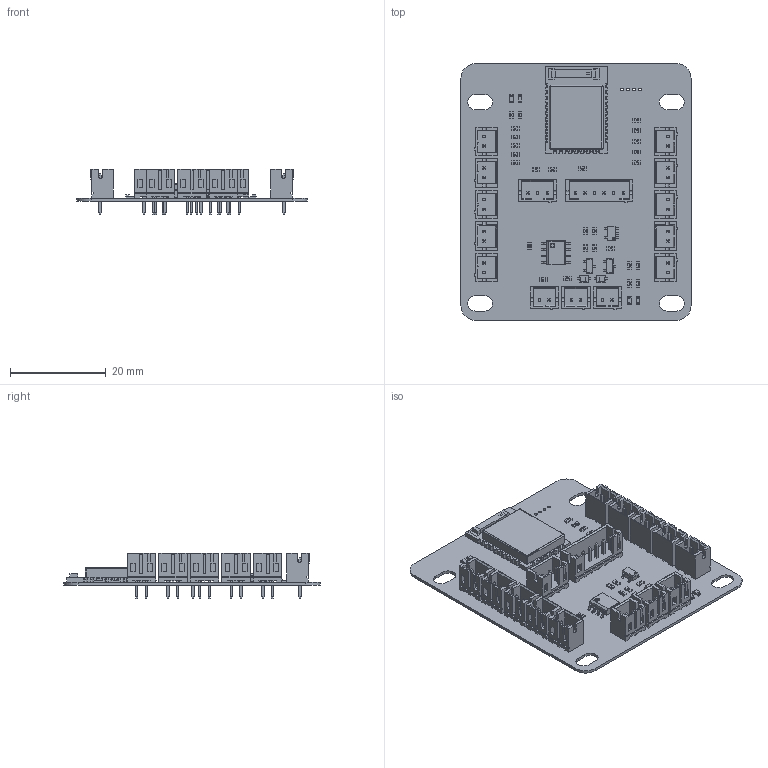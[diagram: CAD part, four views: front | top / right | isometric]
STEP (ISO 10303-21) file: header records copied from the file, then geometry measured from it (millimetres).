
FILE_DESCRIPTION(('Open CASCADE Model'),'2;1');
FILE_NAME('Open CASCADE Shape Model','2023-11-13T01:05:24',('Author'),( 'Open CASCADE'),'Open CASCADE STEP processor 6.8','Open CASCADE 6.8' ,'Unknown');
FILE_SCHEMA(('AUTOMOTIVE_DESIGN { 1 0 10303 214 1 1 1 1 }'));
Length unit declared in the file: millimetre
Products named in the file (73): PCB; Board; Open CASCADE STEP translator 6.8 2.1.1; XP16; B2B-PH-K-S; XP15; XP14; XP13; XP12; XP11; B6B-PH-K-S; XP10; XP9; XP8; XP7; XP6; B3B-PH-K-S; XP5; XP4; XP2; XP1; VT2; User_Library-SOT-23-3; User_Library-SOT-23-3_pin_SOT_SOT-23_1; User_Library-SOT-23-3_body_1; VT1; VD6; SOD-323; VD5; VD4; SW3dPS-LED_SMD0603; VD3; VD2; VD1; R22; SW3dPS-0603_SMD_Resistor; R21; R20; R19; R18 ...
Assembly tree (127 placements, depth 4):
  PCB
    Board
      Open CASCADE STEP translator 6.8 2.1.1
    XP16
      B2B-PH-K-S
    XP15
      B2B-PH-K-S
    XP14
      B2B-PH-K-S
    XP13
      B2B-PH-K-S
    XP12
      B2B-PH-K-S
    XP11
      B6B-PH-K-S
    XP10
      B2B-PH-K-S
    XP9
      B2B-PH-K-S
    XP8
      B2B-PH-K-S
    XP7
      B2B-PH-K-S
    XP6
      B3B-PH-K-S
    XP5
      B2B-PH-K-S
    XP4
      B2B-PH-K-S
    XP2
      B2B-PH-K-S
    XP1
      B2B-PH-K-S
    VT2
      User_Library-SOT-23-3
        User_Library-SOT-23-3_pin_SOT_SOT-23_1  x3
        User_Library-SOT-23-3_body_1
    VT1
      User_Library-SOT-23-3
        User_Library-SOT-23-3_pin_SOT_SOT-23_1  x3
        User_Library-SOT-23-3_body_1
    VD6
      SOD-323
    VD5
      SOD-323
    VD4
      SW3dPS-LED_SMD0603
    VD3
      SW3dPS-LED_SMD0603
    VD2
      SW3dPS-LED_SMD0603
    VD1
      SW3dPS-LED_SMD0603
    R22
      SW3dPS-0603_SMD_Resistor
    R21
      SW3dPS-0603_SMD_Resistor
    R20
      SW3dPS-0603_SMD_Resistor
    R19
Bounding box: 48 x 53.5 x 9.4 mm (x, y, z)
Volume: 3169.7 mm3; surface area: 11267 mm2
Topology: 139 solids, 139 shells, 5161 faces, 12865 edges, 7944 vertices
Faces by surface type: plane 3089, bspline 1065, cylinder 791, sphere 216
Full cylindrical faces by diameter (mm): 0.6 x4, 0.7 x35
Entity records: 55002 total; most frequent: CARTESIAN_POINT 12695, ORIENTED_EDGE 7436, DIRECTION 6900, EDGE_CURVE 3718, LINE 3230, VECTOR 3230, VERTEX_POINT 2398, AXIS2_PLACEMENT_3D 1835
